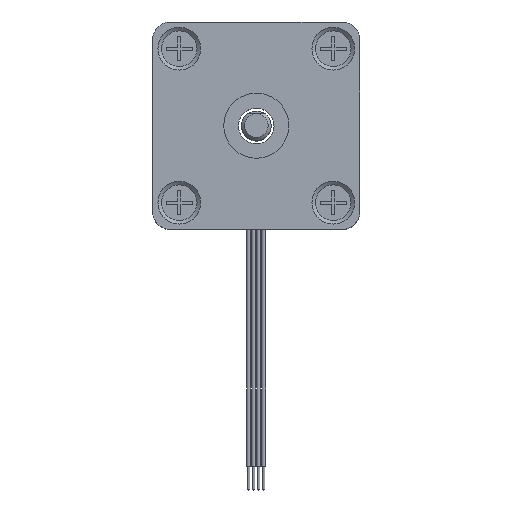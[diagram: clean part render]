
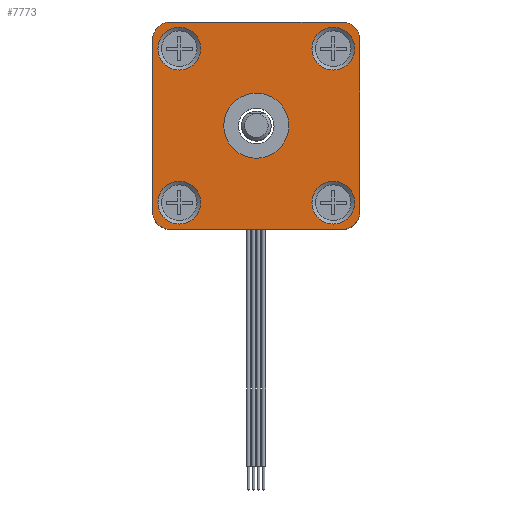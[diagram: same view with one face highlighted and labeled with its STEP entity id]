
A CAD part, top view. The second image highlights one B-rep face of the part: STEP entity #7773.
In plain terms, the highlighted face is planar.
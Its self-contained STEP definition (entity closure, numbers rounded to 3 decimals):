
#135=LINE('',#11793,#869);
#136=LINE('',#11797,#870);
#137=LINE('',#11801,#871);
#138=LINE('',#11805,#872);
#869=VECTOR('',#9345,29.);
#870=VECTOR('',#9348,29.);
#871=VECTOR('',#9351,29.);
#872=VECTOR('',#9354,29.);
#1577=PLANE('',#8295);
#2041=FACE_BOUND('',#2635,.T.);
#2042=FACE_BOUND('',#2636,.T.);
#2043=FACE_BOUND('',#2637,.T.);
#2044=FACE_BOUND('',#2638,.T.);
#2045=FACE_BOUND('',#2639,.T.);
#2144=FACE_OUTER_BOUND('',#2634,.T.);
#2634=EDGE_LOOP('',(#5619,#5620,#5621,#5622,#5623,#5624,#5625,#5626));
#2635=EDGE_LOOP('',(#5627));
#2636=EDGE_LOOP('',(#5628));
#2637=EDGE_LOOP('',(#5629));
#2638=EDGE_LOOP('',(#5630));
#2639=EDGE_LOOP('',(#5631));
#3093=CIRCLE('',#8249,5.5);
#3096=CIRCLE('',#8253,3.607);
#3098=CIRCLE('',#8256,3.607);
#3100=CIRCLE('',#8259,3.607);
#3102=CIRCLE('',#8262,3.607);
#3123=CIRCLE('',#8296,3.);
#3124=CIRCLE('',#8297,3.);
#3125=CIRCLE('',#8298,3.);
#3126=CIRCLE('',#8299,3.);
#3531=VERTEX_POINT('',#11698);
#3534=VERTEX_POINT('',#11705);
#3536=VERTEX_POINT('',#11710);
#3538=VERTEX_POINT('',#11715);
#3540=VERTEX_POINT('',#11720);
#3569=VERTEX_POINT('',#11791);
#3570=VERTEX_POINT('',#11792);
#3571=VERTEX_POINT('',#11794);
#3572=VERTEX_POINT('',#11796);
#3573=VERTEX_POINT('',#11798);
#3574=VERTEX_POINT('',#11800);
#3575=VERTEX_POINT('',#11802);
#3576=VERTEX_POINT('',#11804);
#4342=EDGE_CURVE('',#3531,#3531,#3093,.T.);
#4345=EDGE_CURVE('',#3534,#3534,#3096,.T.);
#4347=EDGE_CURVE('',#3536,#3536,#3098,.T.);
#4349=EDGE_CURVE('',#3538,#3538,#3100,.T.);
#4351=EDGE_CURVE('',#3540,#3540,#3102,.T.);
#4380=EDGE_CURVE('',#3569,#3570,#135,.T.);
#4381=EDGE_CURVE('',#3571,#3569,#3123,.T.);
#4382=EDGE_CURVE('',#3572,#3571,#136,.T.);
#4383=EDGE_CURVE('',#3573,#3572,#3124,.T.);
#4384=EDGE_CURVE('',#3574,#3573,#137,.T.);
#4385=EDGE_CURVE('',#3575,#3574,#3125,.T.);
#4386=EDGE_CURVE('',#3576,#3575,#138,.T.);
#4387=EDGE_CURVE('',#3570,#3576,#3126,.T.);
#5619=ORIENTED_EDGE('',*,*,#4380,.F.);
#5620=ORIENTED_EDGE('',*,*,#4381,.F.);
#5621=ORIENTED_EDGE('',*,*,#4382,.F.);
#5622=ORIENTED_EDGE('',*,*,#4383,.F.);
#5623=ORIENTED_EDGE('',*,*,#4384,.F.);
#5624=ORIENTED_EDGE('',*,*,#4385,.F.);
#5625=ORIENTED_EDGE('',*,*,#4386,.F.);
#5626=ORIENTED_EDGE('',*,*,#4387,.F.);
#5627=ORIENTED_EDGE('',*,*,#4345,.F.);
#5628=ORIENTED_EDGE('',*,*,#4347,.F.);
#5629=ORIENTED_EDGE('',*,*,#4349,.F.);
#5630=ORIENTED_EDGE('',*,*,#4351,.F.);
#5631=ORIENTED_EDGE('',*,*,#4342,.F.);
#7773=ADVANCED_FACE('',(#2144,#2041,#2042,#2043,#2044,#2045),#1577,.F.);
#8249=AXIS2_PLACEMENT_3D('',#11699,#9243,#9244);
#8253=AXIS2_PLACEMENT_3D('',#11706,#9251,#9252);
#8256=AXIS2_PLACEMENT_3D('',#11711,#9257,#9258);
#8259=AXIS2_PLACEMENT_3D('',#11716,#9263,#9264);
#8262=AXIS2_PLACEMENT_3D('',#11721,#9269,#9270);
#8295=AXIS2_PLACEMENT_3D('',#11790,#9343,#9344);
#8296=AXIS2_PLACEMENT_3D('',#11795,#9346,#9347);
#8297=AXIS2_PLACEMENT_3D('',#11799,#9349,#9350);
#8298=AXIS2_PLACEMENT_3D('',#11803,#9352,#9353);
#8299=AXIS2_PLACEMENT_3D('',#11806,#9355,#9356);
#9243=DIRECTION('center_axis',(0.,0.,-1.));
#9244=DIRECTION('ref_axis',(1.,0.,0.));
#9251=DIRECTION('center_axis',(0.,0.,-1.));
#9252=DIRECTION('ref_axis',(0.,1.,0.));
#9257=DIRECTION('center_axis',(0.,0.,-1.));
#9258=DIRECTION('ref_axis',(-1.,0.,0.));
#9263=DIRECTION('center_axis',(0.,0.,-1.));
#9264=DIRECTION('ref_axis',(-1.,0.,0.));
#9269=DIRECTION('center_axis',(0.,0.,-1.));
#9270=DIRECTION('ref_axis',(0.,1.,0.));
#9343=DIRECTION('center_axis',(0.,0.,1.));
#9344=DIRECTION('ref_axis',(1.,0.,0.));
#9345=DIRECTION('',(1.,0.,0.));
#9346=DIRECTION('center_axis',(0.,0.,1.));
#9347=DIRECTION('ref_axis',(-1.,0.,0.));
#9348=DIRECTION('',(0.,-1.,0.));
#9349=DIRECTION('center_axis',(0.,0.,1.));
#9350=DIRECTION('ref_axis',(-1.,0.,0.));
#9351=DIRECTION('',(-1.,0.,0.));
#9352=DIRECTION('center_axis',(0.,0.,1.));
#9353=DIRECTION('ref_axis',(-1.,0.,0.));
#9354=DIRECTION('',(0.,1.,0.));
#9355=DIRECTION('center_axis',(0.,0.,1.));
#9356=DIRECTION('ref_axis',(-1.,0.,0.));
#11698=CARTESIAN_POINT('',(5.5,0.,0.));
#11699=CARTESIAN_POINT('Origin',(0.,0.,0.));
#11705=CARTESIAN_POINT('',(13.,16.607,0.));
#11706=CARTESIAN_POINT('Origin',(13.,13.,0.));
#11710=CARTESIAN_POINT('',(-16.607,13.,0.));
#11711=CARTESIAN_POINT('Origin',(-13.,13.,0.));
#11715=CARTESIAN_POINT('',(-16.607,-13.,0.));
#11716=CARTESIAN_POINT('Origin',(-13.,-13.,0.));
#11720=CARTESIAN_POINT('',(13.,-9.393,0.));
#11721=CARTESIAN_POINT('Origin',(13.,-13.,0.));
#11790=CARTESIAN_POINT('Origin',(14.5,-14.5,0.));
#11791=CARTESIAN_POINT('',(-14.5,-17.5,0.));
#11792=CARTESIAN_POINT('',(14.5,-17.5,0.));
#11793=CARTESIAN_POINT('',(14.5,-17.5,0.));
#11794=CARTESIAN_POINT('',(-17.5,-14.5,0.));
#11795=CARTESIAN_POINT('Origin',(-14.5,-14.5,0.));
#11796=CARTESIAN_POINT('',(-17.5,14.5,0.));
#11797=CARTESIAN_POINT('',(-17.5,-14.5,0.));
#11798=CARTESIAN_POINT('',(-14.5,17.5,0.));
#11799=CARTESIAN_POINT('Origin',(-14.5,14.5,0.));
#11800=CARTESIAN_POINT('',(14.5,17.5,0.));
#11801=CARTESIAN_POINT('',(14.5,17.5,0.));
#11802=CARTESIAN_POINT('',(17.5,14.5,0.));
#11803=CARTESIAN_POINT('Origin',(14.5,14.5,0.));
#11804=CARTESIAN_POINT('',(17.5,-14.5,0.));
#11805=CARTESIAN_POINT('',(17.5,-14.5,0.));
#11806=CARTESIAN_POINT('Origin',(14.5,-14.5,0.));
